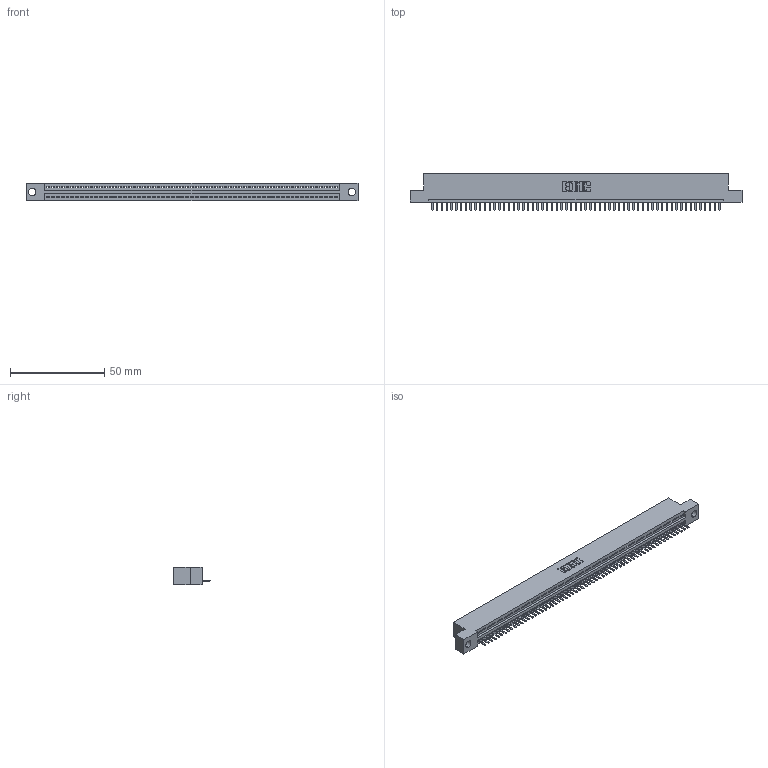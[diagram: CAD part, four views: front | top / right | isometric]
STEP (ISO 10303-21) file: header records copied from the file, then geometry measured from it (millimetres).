
FILE_DESCRIPTION (( 'STEP AP203' ), '1' );
FILE_NAME ('345-061-520-104.STEP', '2021-05-28T15:50:28', ( '' ), ( '' ), 'SwSTEP 2.0', 'SolidWorks 2020', '' );
FILE_SCHEMA (( 'CONFIG_CONTROL_DESIGN' ));
Length unit declared in the file: inch
Products named in the file (3): 345-061-520-104; 345 Part_Flush Mounting Lugs - 0.156 Dia-TI; 345-292-001_345-293-120
Assembly tree (62 placements, depth 2):
  345-061-520-104
    345 Part_Flush Mounting Lugs - 0.156 Dia-TI
    345-292-001_345-293-120  x61
Bounding box: 176.15 x 19.68 x 9.4 mm (x, y, z)
Volume: 16605 mm3; surface area: 21593.3 mm2
Topology: 62 solids, 62 shells, 3922 faces, 11601 edges, 7570 vertices
Faces by surface type: plane 2656, cylinder 1266
Entity records: 43885 total; most frequent: CARTESIAN_POINT 7621, ORIENTED_EDGE 7602, DIRECTION 6615, EDGE_CURVE 3801, LINE 3421, VECTOR 3421, VERTEX_POINT 2530, AXIS2_PLACEMENT_3D 1597
